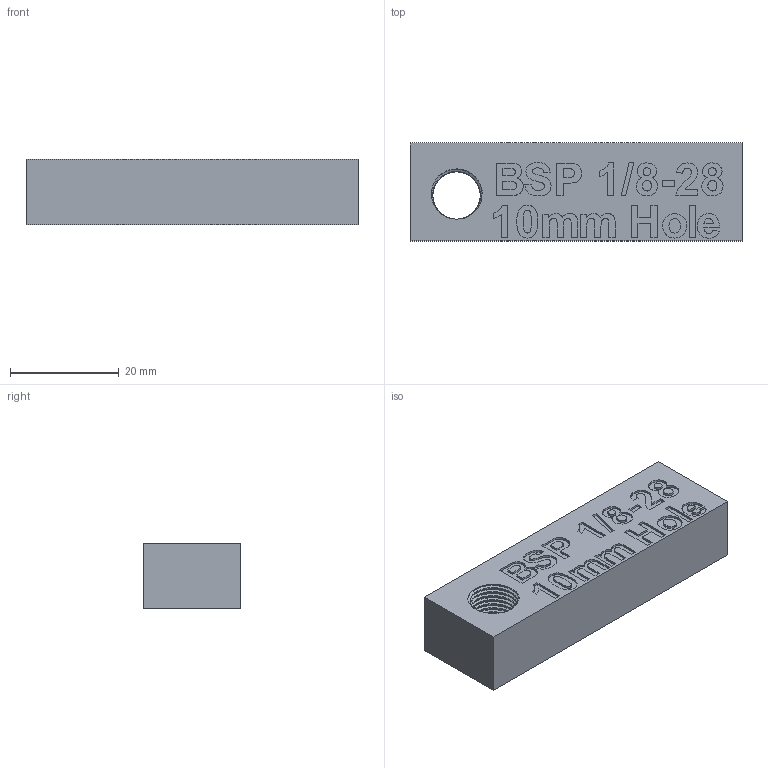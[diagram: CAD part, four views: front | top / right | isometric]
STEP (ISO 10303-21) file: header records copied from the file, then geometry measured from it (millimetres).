
FILE_DESCRIPTION(/* description */ (''),/* implementation_level */ '2;1');
FILE_NAME(/* name */ 'threadtester.step',/* time_stamp */ '2023-01-16T18:42:37+08:00',/* author */ (''),/* organization */ (''),/* preprocessor_version */ 'ST-DEVELOPER v19.2',/* originating_system */ 'Autodesk Translation Framework v11.17.0.187',/* authorisation */ '');
FILE_SCHEMA (('AUTOMOTIVE_DESIGN { 1 0 10303 214 3 1 1 }'));
Length unit declared in the file: millimetre
Products named in the file (1): (Unsaved)
Bounding box: 61.03 x 18 x 12 mm (x, y, z)
Volume: 12289.6 mm3; surface area: 4689.4 mm2
Topology: 1 solids, 1 shells, 379 faces, 1050 edges, 700 vertices
Faces by surface type: bspline 250, plane 115, cylinder 14
Full cylindrical faces by diameter (mm): 9.728 x12
Entity records: 21100 total; most frequent: CARTESIAN_POINT 13163, ORIENTED_EDGE 2100, EDGE_CURVE 1050, DIRECTION 779, VERTEX_POINT 700, B_SPLINE_CURVE_WITH_KNOTS 533, LINE 515, VECTOR 515
